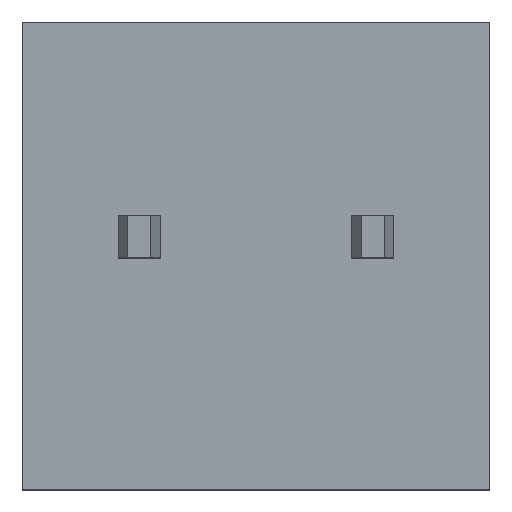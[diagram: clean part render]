
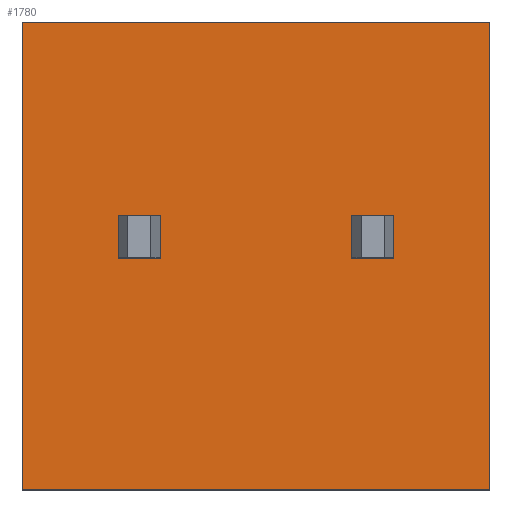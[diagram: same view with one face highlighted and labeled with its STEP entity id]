
A CAD part, top view. The second image highlights one B-rep face of the part: STEP entity #1780.
In plain terms, the highlighted planar face has unit normal (0, 0, 1).
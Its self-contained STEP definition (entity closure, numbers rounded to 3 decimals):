
#795 = DIRECTION ( 'NONE',  ( 1., 0., 0. ) ) ;
#796 = DIRECTION ( 'NONE',  ( 0., 0., 1. ) ) ;
#797 = CARTESIAN_POINT ( 'NONE',  ( 10., 121.596, -24.647 ) ) ;
#798 = AXIS2_PLACEMENT_3D ( 'NONE', #797, #796, #795 ) ;
#799 = PLANE ( 'NONE',  #798 ) ;
#814 = FACE_OUTER_BOUND ( 'NONE', #1781, .T. ) ;
#840 = CARTESIAN_POINT ( 'NONE',  ( 10., 128.015, -24.647 ) ) ;
#841 = DIRECTION ( 'NONE',  ( 0., 1., 0. ) ) ;
#842 = VECTOR ( 'NONE', #841, 1000. ) ;
#843 = CARTESIAN_POINT ( 'NONE',  ( 10., 121.596, -24.647 ) ) ;
#844 = LINE ( 'NONE', #843, #842 ) ;
#845 = CARTESIAN_POINT ( 'NONE',  ( 10., 118.015, -24.647 ) ) ;
#846 = DIRECTION ( 'NONE',  ( -1., 0., 0. ) ) ;
#847 = VECTOR ( 'NONE', #846, 1000. ) ;
#848 = CARTESIAN_POINT ( 'NONE',  ( 10., 118.015, -24.647 ) ) ;
#849 = LINE ( 'NONE', #848, #847 ) ;
#850 = CARTESIAN_POINT ( 'NONE',  ( 0., 128.015, -24.647 ) ) ;
#851 = CARTESIAN_POINT ( 'NONE',  ( 0., 118.015, -24.647 ) ) ;
#852 = DIRECTION ( 'NONE',  ( 0., 1., 0. ) ) ;
#853 = VECTOR ( 'NONE', #852, 1000. ) ;
#854 = CARTESIAN_POINT ( 'NONE',  ( 0., 121.596, -24.647 ) ) ;
#855 = LINE ( 'NONE', #854, #853 ) ;
#1199 = DIRECTION ( 'NONE',  ( -1., 0., 0. ) ) ;
#1200 = VECTOR ( 'NONE', #1199, 1000. ) ;
#1201 = CARTESIAN_POINT ( 'NONE',  ( 10., 128.015, -24.647 ) ) ;
#1202 = LINE ( 'NONE', #1201, #1200 ) ;
#1780 = ADVANCED_FACE ( 'NONE', ( #814 ), #799, .T. ) ;
#1781 = EDGE_LOOP ( 'NONE', ( #1782, #1786, #1789, #1792 ) ) ;
#1782 = ORIENTED_EDGE ( 'NONE', *, *, #1783, .F. ) ;
#1783 = EDGE_CURVE ( 'NONE', #1784, #1785, #855, .T. ) ;
#1784 = VERTEX_POINT ( 'NONE', #851 ) ;
#1785 = VERTEX_POINT ( 'NONE', #850 ) ;
#1786 = ORIENTED_EDGE ( 'NONE', *, *, #1787, .F. ) ;
#1787 = EDGE_CURVE ( 'NONE', #1788, #1784, #849, .T. ) ;
#1788 = VERTEX_POINT ( 'NONE', #845 ) ;
#1789 = ORIENTED_EDGE ( 'NONE', *, *, #1790, .T. ) ;
#1790 = EDGE_CURVE ( 'NONE', #1788, #1791, #844, .T. ) ;
#1791 = VERTEX_POINT ( 'NONE', #840 ) ;
#1792 = ORIENTED_EDGE ( 'NONE', *, *, #1910, .T. ) ;
#1910 = EDGE_CURVE ( 'NONE', #1791, #1785, #1202, .T. ) ;
